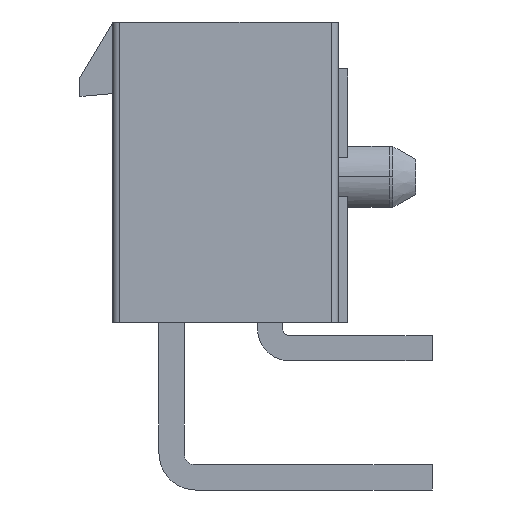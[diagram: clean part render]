
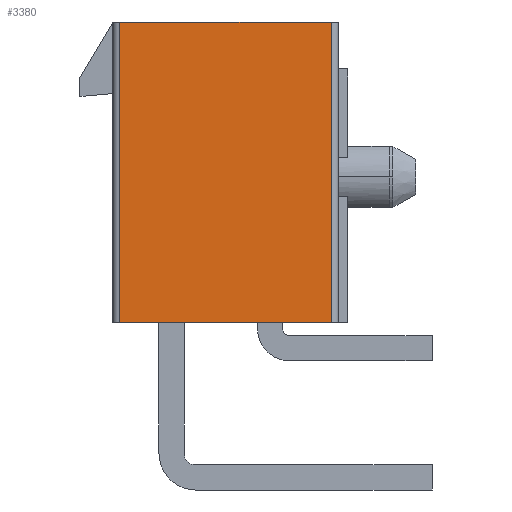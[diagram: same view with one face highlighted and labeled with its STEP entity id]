
A CAD part, left-side view. The second image highlights one B-rep face of the part: STEP entity #3380.
In plain terms, the highlighted planar face has unit normal (-1, 0, 0).
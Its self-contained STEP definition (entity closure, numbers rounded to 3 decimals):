
#39 = CARTESIAN_POINT ( 'NONE',  ( -2.7, 0.4, 0. ) ) ;
#577 = LINE ( 'NONE', #870, #2268 ) ;
#674 = CARTESIAN_POINT ( 'NONE',  ( -2.7, 9.7, -12.8 ) ) ;
#870 = CARTESIAN_POINT ( 'NONE',  ( -2.7, 0.7, -12.8 ) ) ;
#1047 = CARTESIAN_POINT ( 'NONE',  ( -2.7, 0.7, -12.8 ) ) ;
#1280 = LINE ( 'NONE', #1913, #1777 ) ;
#1285 = DIRECTION ( 'NONE',  ( -1., 0., 0. ) ) ;
#1294 = VERTEX_POINT ( 'NONE', #2422 ) ;
#1331 = VERTEX_POINT ( 'NONE', #3032 ) ;
#1492 = VECTOR ( 'NONE', #3809, 1000. ) ;
#1593 = DIRECTION ( 'NONE',  ( 0., 1., 0. ) ) ;
#1777 = VECTOR ( 'NONE', #1593, 1000. ) ;
#1913 = CARTESIAN_POINT ( 'NONE',  ( -2.7, 0.7, 0. ) ) ;
#1916 = FACE_OUTER_BOUND ( 'NONE', #2901, .T. ) ;
#1982 = ORIENTED_EDGE ( 'NONE', *, *, #2730, .F. ) ;
#2103 = AXIS2_PLACEMENT_3D ( 'NONE', #39, #1285, #2208 ) ;
#2208 = DIRECTION ( 'NONE',  ( 0., 0., 1. ) ) ;
#2268 = VECTOR ( 'NONE', #3394, 1000. ) ;
#2355 = ORIENTED_EDGE ( 'NONE', *, *, #3737, .T. ) ;
#2397 = CARTESIAN_POINT ( 'NONE',  ( -2.7, 0.7, 0. ) ) ;
#2422 = CARTESIAN_POINT ( 'NONE',  ( -2.7, 9.7, 0. ) ) ;
#2439 = CARTESIAN_POINT ( 'NONE',  ( -2.7, 9.7, -12.8 ) ) ;
#2490 = ORIENTED_EDGE ( 'NONE', *, *, #3913, .T. ) ;
#2730 = EDGE_CURVE ( 'NONE', #1331, #3637, #3219, .T. ) ;
#2864 = PLANE ( 'NONE',  #2103 ) ;
#2901 = EDGE_LOOP ( 'NONE', ( #1982, #2490, #2355, #4024 ) ) ;
#2905 = VERTEX_POINT ( 'NONE', #2397 ) ;
#3009 = DIRECTION ( 'NONE',  ( 0., 0., 1. ) ) ;
#3032 = CARTESIAN_POINT ( 'NONE',  ( -2.7, 0.7, -12.8 ) ) ;
#3173 = VECTOR ( 'NONE', #3009, 1000. ) ;
#3219 = LINE ( 'NONE', #1047, #1492 ) ;
#3380 = ADVANCED_FACE ( 'NONE', ( #1916 ), #2864, .T. ) ;
#3394 = DIRECTION ( 'NONE',  ( 0., 0., 1. ) ) ;
#3416 = EDGE_CURVE ( 'NONE', #3637, #1294, #3492, .T. ) ;
#3492 = LINE ( 'NONE', #674, #3173 ) ;
#3637 = VERTEX_POINT ( 'NONE', #2439 ) ;
#3737 = EDGE_CURVE ( 'NONE', #2905, #1294, #1280, .T. ) ;
#3809 = DIRECTION ( 'NONE',  ( 0., 1., 0. ) ) ;
#3913 = EDGE_CURVE ( 'NONE', #1331, #2905, #577, .T. ) ;
#4024 = ORIENTED_EDGE ( 'NONE', *, *, #3416, .F. ) ;
